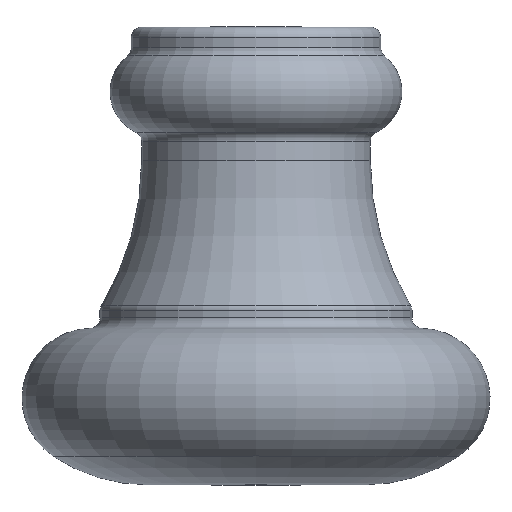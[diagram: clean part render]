
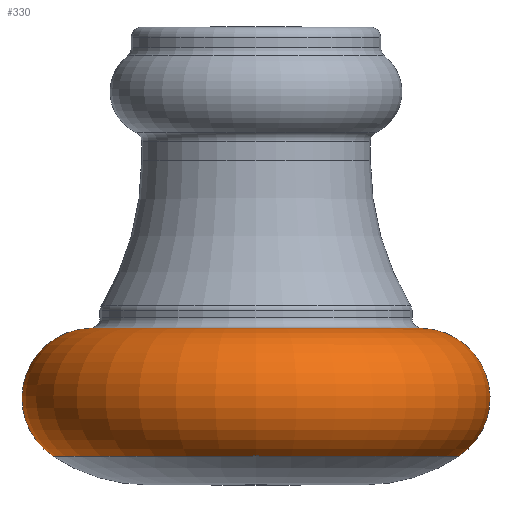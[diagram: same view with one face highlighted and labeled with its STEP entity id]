
A CAD part, top view. The second image highlights one B-rep face of the part: STEP entity #330.
In plain terms, the highlighted toroidal (fillet/blend) face has major radius 15.786 mm and minor radius 6.714 mm.
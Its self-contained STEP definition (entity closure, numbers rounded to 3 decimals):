
#29 = EDGE_LOOP ( 'NONE', ( #872, #751, #522, #508 ) ) ;
#80 = VERTEX_POINT ( 'NONE', #703 ) ;
#87 = CARTESIAN_POINT ( 'NONE',  ( 0., 8.333, 0. ) ) ;
#109 = DIRECTION ( 'NONE',  ( -1., 0., 0. ) ) ;
#120 = AXIS2_PLACEMENT_3D ( 'NONE', #356, #380, #354 ) ;
#193 = DIRECTION ( 'NONE',  ( 0., 1., 0. ) ) ;
#220 = EDGE_CURVE ( 'NONE', #629, #452, #636, .T. ) ;
#234 = CIRCLE ( 'NONE', #860, 6.714 ) ;
#259 = VERTEX_POINT ( 'NONE', #313 ) ;
#313 = CARTESIAN_POINT ( 'NONE',  ( -19.497, 2.738, 0. ) ) ;
#330 = ADVANCED_FACE ( 'NONE', ( #515 ), #500, .T. ) ;
#354 = DIRECTION ( 'NONE',  ( 1., 0., 0. ) ) ;
#356 = CARTESIAN_POINT ( 'NONE',  ( 15.786, 8.333, 0. ) ) ;
#380 = DIRECTION ( 'NONE',  ( 0., 0., 1. ) ) ;
#421 = EDGE_CURVE ( 'NONE', #259, #80, #234, .T. ) ;
#445 = DIRECTION ( 'NONE',  ( -1., 0., 0. ) ) ;
#452 = VERTEX_POINT ( 'NONE', #752 ) ;
#454 = DIRECTION ( 'NONE',  ( 0., 1., 0. ) ) ;
#456 = CARTESIAN_POINT ( 'NONE',  ( 0., 2.738, 0. ) ) ;
#458 = CARTESIAN_POINT ( 'NONE',  ( 19.497, 2.738, 0. ) ) ;
#471 = DIRECTION ( 'NONE',  ( 1., 0., 0. ) ) ;
#475 = DIRECTION ( 'NONE',  ( 0., -1., 0. ) ) ;
#476 = CARTESIAN_POINT ( 'NONE',  ( 0., 15.044, 0. ) ) ;
#500 = TOROIDAL_SURFACE ( 'NONE', #589, 15.786, 6.714 ) ;
#508 = ORIENTED_EDGE ( 'NONE', *, *, #421, .F. ) ;
#515 = FACE_OUTER_BOUND ( 'NONE', #29, .T. ) ;
#522 = ORIENTED_EDGE ( 'NONE', *, *, #597, .T. ) ;
#569 = AXIS2_PLACEMENT_3D ( 'NONE', #476, #475, #471 ) ;
#589 = AXIS2_PLACEMENT_3D ( 'NONE', #87, #193, #109 ) ;
#597 = EDGE_CURVE ( 'NONE', #452, #80, #864, .T. ) ;
#617 = AXIS2_PLACEMENT_3D ( 'NONE', #456, #454, #445 ) ;
#619 = EDGE_CURVE ( 'NONE', #259, #629, #744, .T. ) ;
#629 = VERTEX_POINT ( 'NONE', #458 ) ;
#636 = CIRCLE ( 'NONE', #120, 6.714 ) ;
#703 = CARTESIAN_POINT ( 'NONE',  ( -15.972, 15.044, 0. ) ) ;
#744 = CIRCLE ( 'NONE', #617, 19.497 ) ;
#751 = ORIENTED_EDGE ( 'NONE', *, *, #220, .T. ) ;
#752 = CARTESIAN_POINT ( 'NONE',  ( 15.972, 15.044, 0. ) ) ;
#769 = DIRECTION ( 'NONE',  ( -1., 0., 0. ) ) ;
#773 = DIRECTION ( 'NONE',  ( 0., 0., -1. ) ) ;
#776 = CARTESIAN_POINT ( 'NONE',  ( -15.786, 8.333, 0. ) ) ;
#860 = AXIS2_PLACEMENT_3D ( 'NONE', #776, #773, #769 ) ;
#864 = CIRCLE ( 'NONE', #569, 15.972 ) ;
#872 = ORIENTED_EDGE ( 'NONE', *, *, #619, .T. ) ;
